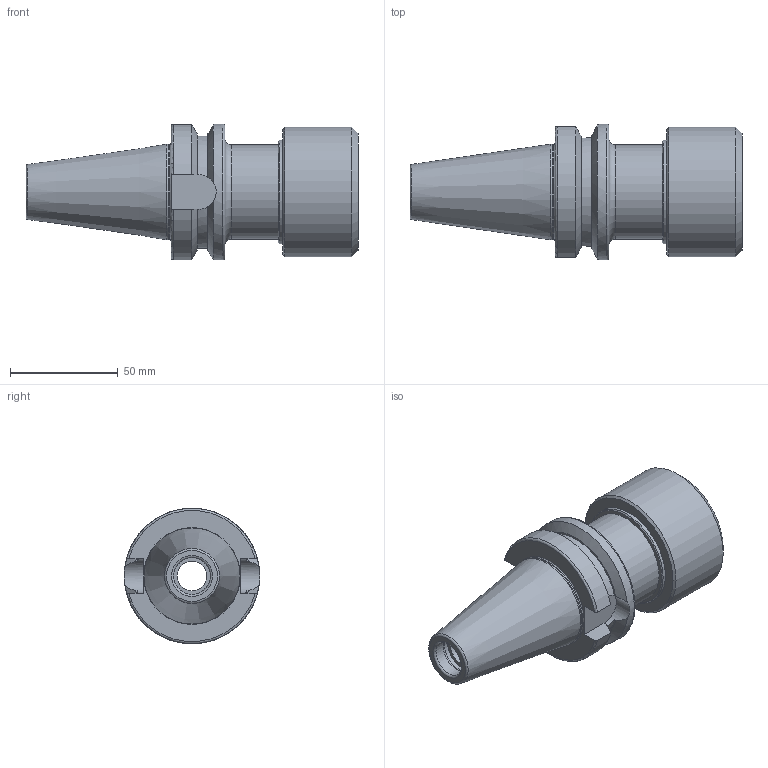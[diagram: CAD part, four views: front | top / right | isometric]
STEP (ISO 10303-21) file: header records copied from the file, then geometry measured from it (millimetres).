
FILE_DESCRIPTION(/* description */ (''),/* implementation_level */ '2;1');
FILE_NAME(/* name */ 'OH014.stp',/* time_stamp */ '2023-06-29T13:38:27+09:00',/* author */ ('YSH'),/* organization */ (''),/* preprocessor_version */ 'ST-DEVELOPER v18.1',/* originating_system */ 'Autodesk Inventor 2022',/* authorisation */ '');
FILE_SCHEMA (('AUTOMOTIVE_DESIGN { 1 0 10303 214 3 1 1 }'));
Length unit declared in the file: millimetre
Products named in the file (3): BT40-TG100-88.9; LO-BT40-TG100-88.9; TG100 NUT
Assembly tree (2 placements, depth 2):
  BT40-TG100-88.9
    LO-BT40-TG100-88.9
    TG100 NUT
Bounding box: 154.3 x 63 x 63 mm (x, y, z)
Volume: 183938.8 mm3; surface area: 49175 mm2
Topology: 2 solids, 2 shells, 60 faces, 142 edges, 93 vertices
Faces by surface type: plane 21, cylinder 18, cone 14, torus 7
Full cylindrical faces by diameter (mm): 13.835 x1, 17 x1, 17.6 x1, 25.376 x1, 29 x1, 35 x1, 43.7 x1, 44 x1, 48 x2, 60 x1, 63 x1
Entity records: 1959 total; most frequent: CARTESIAN_POINT 403, DIRECTION 324, ORIENTED_EDGE 284, EDGE_CURVE 142, AXIS2_PLACEMENT_3D 136, VERTEX_POINT 93, EDGE_LOOP 71, CIRCLE 71
